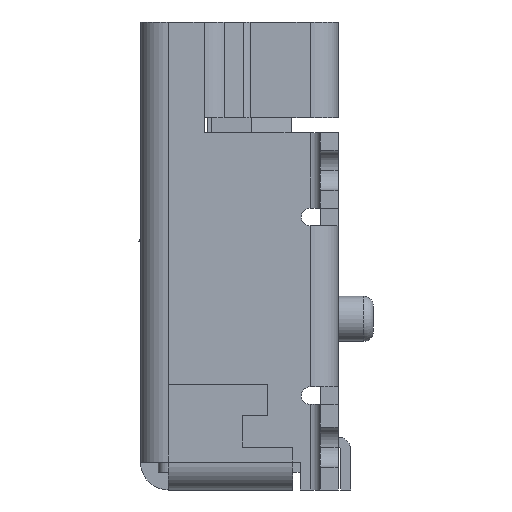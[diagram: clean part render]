
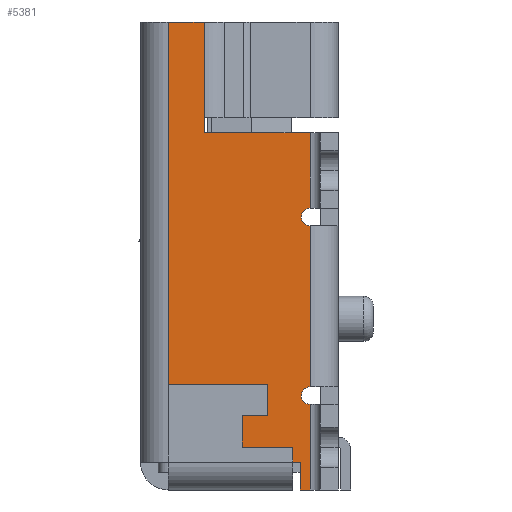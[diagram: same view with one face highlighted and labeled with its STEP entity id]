
A CAD part, left-side view. The second image highlights one B-rep face of the part: STEP entity #5381.
In plain terms, the highlighted planar face has unit normal (-1, 0, 0).
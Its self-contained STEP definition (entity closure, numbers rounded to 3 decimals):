
#2377 = VERTEX_POINT('',#2378);
#2378 = CARTESIAN_POINT('',(-3.935,-1.875,-7.25));
#2445 = VERTEX_POINT('',#2446);
#2446 = CARTESIAN_POINT('',(-3.935,-1.875,-4.05));
#2453 = EDGE_CURVE('',#2377,#2445,#2454,.T.);
#2454 = LINE('',#2455,#2456);
#2455 = CARTESIAN_POINT('',(-3.935,-1.875,-9.3));
#2456 = VECTOR('',#2457,1.);
#2457 = DIRECTION('',(0.,0.,1.));
#4858 = VERTEX_POINT('',#4859);
#4859 = CARTESIAN_POINT('',(-3.935,0.945,-8.745));
#4866 = EDGE_CURVE('',#4867,#4858,#4869,.T.);
#4867 = VERTEX_POINT('',#4868);
#4868 = CARTESIAN_POINT('',(-3.935,-1.675,-8.745));
#4869 = LINE('',#4870,#4871);
#4870 = CARTESIAN_POINT('',(-3.935,1.5,-8.745));
#4871 = VECTOR('',#4872,1.);
#4872 = DIRECTION('',(0.,1.,0.));
#4906 = VERTEX_POINT('',#4907);
#4907 = CARTESIAN_POINT('',(-3.935,-1.675,-9.3));
#4913 = EDGE_CURVE('',#4867,#4906,#4914,.T.);
#4914 = LINE('',#4915,#4916);
#4915 = CARTESIAN_POINT('',(-3.935,-1.675,-8.745));
#4916 = VECTOR('',#4917,1.);
#4917 = DIRECTION('',(0.,0.,-1.));
#4980 = VERTEX_POINT('',#4981);
#4981 = CARTESIAN_POINT('',(-3.935,-1.875,-9.3));
#4987 = EDGE_CURVE('',#4980,#4906,#4988,.T.);
#4988 = LINE('',#4989,#4990);
#4989 = CARTESIAN_POINT('',(-3.935,1.5,-9.3));
#4990 = VECTOR('',#4991,1.);
#4991 = DIRECTION('',(0.,1.,0.));
#5246 = EDGE_CURVE('',#5247,#2377,#5249,.T.);
#5247 = VERTEX_POINT('',#5248);
#5248 = CARTESIAN_POINT('',(-3.935,-1.7,-7.425));
#5249 = CIRCLE('',#5250,0.175);
#5250 = AXIS2_PLACEMENT_3D('',#5251,#5252,#5253);
#5251 = CARTESIAN_POINT('',(-3.935,-1.875,-7.425));
#5252 = DIRECTION('',(1.,0.,0.));
#5253 = DIRECTION('',(0.,1.,0.));
#5281 = VERTEX_POINT('',#5282);
#5282 = CARTESIAN_POINT('',(-3.935,-1.875,-7.6));
#5381 = ADVANCED_FACE('',(#5382),#5466,.T.);
#5382 = FACE_BOUND('',#5383,.T.);
#5383 = EDGE_LOOP('',(#5384,#5385,#5391,#5398,#5399,#5400,#5409,#5418,
    #5426,#5434,#5442,#5450,#5458,#5464,#5465));
#5384 = ORIENTED_EDGE('',*,*,#4987,.F.);
#5385 = ORIENTED_EDGE('',*,*,#5386,.T.);
#5386 = EDGE_CURVE('',#4980,#5281,#5387,.T.);
#5387 = LINE('',#5388,#5389);
#5388 = CARTESIAN_POINT('',(-3.935,-1.875,-9.3));
#5389 = VECTOR('',#5390,1.);
#5390 = DIRECTION('',(0.,0.,1.));
#5391 = ORIENTED_EDGE('',*,*,#5392,.T.);
#5392 = EDGE_CURVE('',#5281,#5247,#5393,.T.);
#5393 = CIRCLE('',#5394,0.175);
#5394 = AXIS2_PLACEMENT_3D('',#5395,#5396,#5397);
#5395 = CARTESIAN_POINT('',(-3.935,-1.875,-7.425));
#5396 = DIRECTION('',(1.,0.,0.));
#5397 = DIRECTION('',(0.,1.,0.));
#5398 = ORIENTED_EDGE('',*,*,#5246,.T.);
#5399 = ORIENTED_EDGE('',*,*,#2453,.T.);
#5400 = ORIENTED_EDGE('',*,*,#5401,.T.);
#5401 = EDGE_CURVE('',#2445,#5402,#5404,.T.);
#5402 = VERTEX_POINT('',#5403);
#5403 = CARTESIAN_POINT('',(-3.935,-1.7,-3.875));
#5404 = CIRCLE('',#5405,0.175);
#5405 = AXIS2_PLACEMENT_3D('',#5406,#5407,#5408);
#5406 = CARTESIAN_POINT('',(-3.935,-1.875,-3.875));
#5407 = DIRECTION('',(1.,0.,0.));
#5408 = DIRECTION('',(0.,1.,0.));
#5409 = ORIENTED_EDGE('',*,*,#5410,.T.);
#5410 = EDGE_CURVE('',#5402,#5411,#5413,.T.);
#5411 = VERTEX_POINT('',#5412);
#5412 = CARTESIAN_POINT('',(-3.935,-1.875,-3.7));
#5413 = CIRCLE('',#5414,0.175);
#5414 = AXIS2_PLACEMENT_3D('',#5415,#5416,#5417);
#5415 = CARTESIAN_POINT('',(-3.935,-1.875,-3.875));
#5416 = DIRECTION('',(1.,0.,0.));
#5417 = DIRECTION('',(0.,1.,0.));
#5418 = ORIENTED_EDGE('',*,*,#5419,.F.);
#5419 = EDGE_CURVE('',#5420,#5411,#5422,.T.);
#5420 = VERTEX_POINT('',#5421);
#5421 = CARTESIAN_POINT('',(-3.935,-1.875,-2.2));
#5422 = LINE('',#5423,#5424);
#5423 = CARTESIAN_POINT('',(-3.935,-1.875,-9.3));
#5424 = VECTOR('',#5425,1.);
#5425 = DIRECTION('',(0.,0.,-1.));
#5426 = ORIENTED_EDGE('',*,*,#5427,.F.);
#5427 = EDGE_CURVE('',#5428,#5420,#5430,.T.);
#5428 = VERTEX_POINT('',#5429);
#5429 = CARTESIAN_POINT('',(-3.935,0.23,-2.2));
#5430 = LINE('',#5431,#5432);
#5431 = CARTESIAN_POINT('',(-3.935,0.23,-2.2));
#5432 = VECTOR('',#5433,1.);
#5433 = DIRECTION('',(0.,-1.,0.));
#5434 = ORIENTED_EDGE('',*,*,#5435,.T.);
#5435 = EDGE_CURVE('',#5428,#5436,#5438,.T.);
#5436 = VERTEX_POINT('',#5437);
#5437 = CARTESIAN_POINT('',(-3.935,0.23,-1.9));
#5438 = LINE('',#5439,#5440);
#5439 = CARTESIAN_POINT('',(-3.935,0.23,-9.3));
#5440 = VECTOR('',#5441,1.);
#5441 = DIRECTION('',(0.,0.,1.));
#5442 = ORIENTED_EDGE('',*,*,#5443,.T.);
#5443 = EDGE_CURVE('',#5436,#5444,#5446,.T.);
#5444 = VERTEX_POINT('',#5445);
#5445 = CARTESIAN_POINT('',(-3.935,0.23,0.));
#5446 = LINE('',#5447,#5448);
#5447 = CARTESIAN_POINT('',(-3.935,0.23,-9.3));
#5448 = VECTOR('',#5449,1.);
#5449 = DIRECTION('',(0.,0.,1.));
#5450 = ORIENTED_EDGE('',*,*,#5451,.T.);
#5451 = EDGE_CURVE('',#5444,#5452,#5454,.T.);
#5452 = VERTEX_POINT('',#5453);
#5453 = CARTESIAN_POINT('',(-3.935,0.945,0.));
#5454 = LINE('',#5455,#5456);
#5455 = CARTESIAN_POINT('',(-3.935,1.5,0.));
#5456 = VECTOR('',#5457,1.);
#5457 = DIRECTION('',(0.,1.,0.));
#5458 = ORIENTED_EDGE('',*,*,#5459,.F.);
#5459 = EDGE_CURVE('',#4858,#5452,#5460,.T.);
#5460 = LINE('',#5461,#5462);
#5461 = CARTESIAN_POINT('',(-3.935,0.945,-9.3));
#5462 = VECTOR('',#5463,1.);
#5463 = DIRECTION('',(0.,0.,1.));
#5464 = ORIENTED_EDGE('',*,*,#4866,.F.);
#5465 = ORIENTED_EDGE('',*,*,#4913,.T.);
#5466 = PLANE('',#5467);
#5467 = AXIS2_PLACEMENT_3D('',#5468,#5469,#5470);
#5468 = CARTESIAN_POINT('',(-3.935,1.5,-9.3));
#5469 = DIRECTION('',(-1.,0.,0.));
#5470 = DIRECTION('',(0.,1.,0.));
